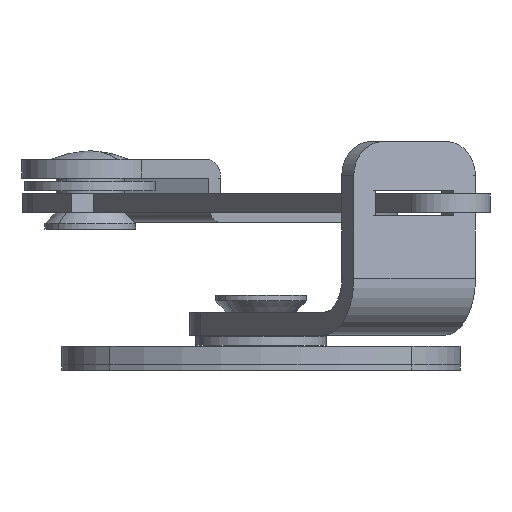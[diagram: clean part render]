
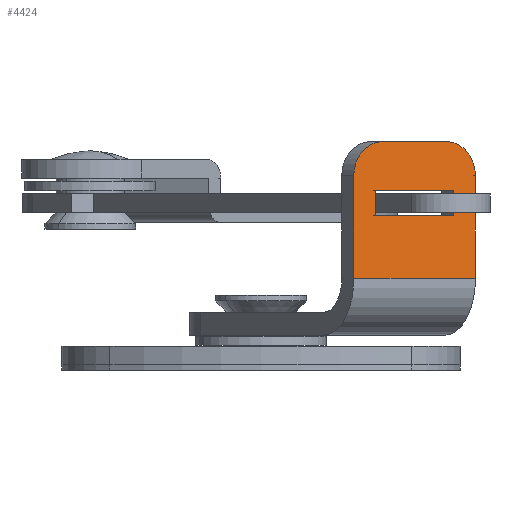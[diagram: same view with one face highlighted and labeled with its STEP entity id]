
A CAD part, front view. The second image highlights one B-rep face of the part: STEP entity #4424.
In plain terms, the highlighted face is planar.
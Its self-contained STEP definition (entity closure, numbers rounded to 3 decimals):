
#69 = VERTEX_POINT ( 'NONE', #950 ) ;
#147 = VERTEX_POINT ( 'NONE', #1867 ) ;
#189 = CARTESIAN_POINT ( 'NONE',  ( -12.7, -25.5, -4.05 ) ) ;
#232 = EDGE_CURVE ( 'NONE', #1777, #4277, #4181, .T. ) ;
#329 = DIRECTION ( 'NONE',  ( -1., 0., 0. ) ) ;
#363 = CARTESIAN_POINT ( 'NONE',  ( 0., -25.5, -6.3 ) ) ;
#409 = CARTESIAN_POINT ( 'NONE',  ( -14., -25.5, -3.3 ) ) ;
#537 = VECTOR ( 'NONE', #4789, 1000. ) ;
#617 = ORIENTED_EDGE ( 'NONE', *, *, #3150, .T. ) ;
#620 = VERTEX_POINT ( 'NONE', #2529 ) ;
#725 = LINE ( 'NONE', #189, #537 ) ;
#848 = ORIENTED_EDGE ( 'NONE', *, *, #4069, .T. ) ;
#860 = DIRECTION ( 'NONE',  ( 0., 1., 0. ) ) ;
#872 = DIRECTION ( 'NONE',  ( -1., 0., 0. ) ) ;
#894 = LINE ( 'NONE', #363, #4431 ) ;
#917 = ORIENTED_EDGE ( 'NONE', *, *, #1490, .T. ) ;
#949 = EDGE_CURVE ( 'NONE', #620, #3353, #725, .T. ) ;
#950 = CARTESIAN_POINT ( 'NONE',  ( -17., -25.5, -3.3 ) ) ;
#980 = PLANE ( 'NONE',  #4829 ) ;
#1001 = CARTESIAN_POINT ( 'NONE',  ( -17., -25.5, 3.3 ) ) ;
#1012 = ORIENTED_EDGE ( 'NONE', *, *, #4317, .T. ) ;
#1286 = AXIS2_PLACEMENT_3D ( 'NONE', #2438, #3906, #3357 ) ;
#1291 = CIRCLE ( 'NONE', #1286, 3. ) ;
#1366 = CARTESIAN_POINT ( 'NONE',  ( 0., -25.5, 6.3 ) ) ;
#1378 = CARTESIAN_POINT ( 'NONE',  ( -12.7, -25.5, -4.05 ) ) ;
#1490 = EDGE_CURVE ( 'NONE', #1998, #620, #1912, .T. ) ;
#1500 = DIRECTION ( 'NONE',  ( 1., 0., 0. ) ) ;
#1634 = DIRECTION ( 'NONE',  ( 0., 0., -1. ) ) ;
#1777 = VERTEX_POINT ( 'NONE', #4215 ) ;
#1794 = DIRECTION ( 'NONE',  ( 0., 0., -1. ) ) ;
#1867 = CARTESIAN_POINT ( 'NONE',  ( -5., -25.5, -6.3 ) ) ;
#1912 = LINE ( 'NONE', #1378, #4514 ) ;
#1935 = VERTEX_POINT ( 'NONE', #3178 ) ;
#1961 = EDGE_CURVE ( 'NONE', #147, #4277, #4116, .T. ) ;
#1976 = EDGE_LOOP ( 'NONE', ( #3220, #3252, #2362, #2802, #617, #1012 ) ) ;
#1998 = VERTEX_POINT ( 'NONE', #4526 ) ;
#2138 = EDGE_CURVE ( 'NONE', #1935, #147, #894, .T. ) ;
#2160 = CARTESIAN_POINT ( 'NONE',  ( -10.5, -25.5, -4.05 ) ) ;
#2287 = FACE_BOUND ( 'NONE', #3174, .T. ) ;
#2291 = VECTOR ( 'NONE', #3641, 1000. ) ;
#2330 = CARTESIAN_POINT ( 'NONE',  ( -17., -25.5, 6.3 ) ) ;
#2362 = ORIENTED_EDGE ( 'NONE', *, *, #232, .F. ) ;
#2438 = CARTESIAN_POINT ( 'NONE',  ( -14., -25.5, 3.3 ) ) ;
#2480 = VECTOR ( 'NONE', #1794, 1000. ) ;
#2494 = CARTESIAN_POINT ( 'NONE',  ( -10.5, -25.5, 4.05 ) ) ;
#2529 = CARTESIAN_POINT ( 'NONE',  ( -12.7, -25.5, -4.05 ) ) ;
#2618 = CARTESIAN_POINT ( 'NONE',  ( -5., -25.5, 6.3 ) ) ;
#2682 = LINE ( 'NONE', #2160, #3531 ) ;
#2802 = ORIENTED_EDGE ( 'NONE', *, *, #2881, .T. ) ;
#2833 = LINE ( 'NONE', #2330, #2480 ) ;
#2881 = EDGE_CURVE ( 'NONE', #1777, #4090, #1291, .T. ) ;
#2920 = FACE_OUTER_BOUND ( 'NONE', #1976, .T. ) ;
#3014 = ORIENTED_EDGE ( 'NONE', *, *, #949, .T. ) ;
#3065 = DIRECTION ( 'NONE',  ( 0., 0., 1. ) ) ;
#3150 = EDGE_CURVE ( 'NONE', #4090, #69, #2833, .T. ) ;
#3174 = EDGE_LOOP ( 'NONE', ( #917, #3014, #3957, #848 ) ) ;
#3178 = CARTESIAN_POINT ( 'NONE',  ( -14., -25.5, -6.3 ) ) ;
#3220 = ORIENTED_EDGE ( 'NONE', *, *, #2138, .T. ) ;
#3252 = ORIENTED_EDGE ( 'NONE', *, *, #1961, .T. ) ;
#3353 = VERTEX_POINT ( 'NONE', #3424 ) ;
#3357 = DIRECTION ( 'NONE',  ( -1., 0., 0. ) ) ;
#3405 = VECTOR ( 'NONE', #3065, 1000. ) ;
#3424 = CARTESIAN_POINT ( 'NONE',  ( -12.7, -25.5, 4.05 ) ) ;
#3531 = VECTOR ( 'NONE', #1634, 1000. ) ;
#3598 = CARTESIAN_POINT ( 'NONE',  ( -5., -25.5, 6.3 ) ) ;
#3641 = DIRECTION ( 'NONE',  ( 1., 0., 0. ) ) ;
#3705 = EDGE_CURVE ( 'NONE', #3353, #4300, #4702, .T. ) ;
#3881 = CARTESIAN_POINT ( 'NONE',  ( 0., -25.5, 6.3 ) ) ;
#3906 = DIRECTION ( 'NONE',  ( 0., -1., 0. ) ) ;
#3957 = ORIENTED_EDGE ( 'NONE', *, *, #3705, .T. ) ;
#4039 = CIRCLE ( 'NONE', #4388, 3. ) ;
#4069 = EDGE_CURVE ( 'NONE', #4300, #1998, #2682, .T. ) ;
#4090 = VERTEX_POINT ( 'NONE', #1001 ) ;
#4116 = LINE ( 'NONE', #3598, #3405 ) ;
#4163 = CARTESIAN_POINT ( 'NONE',  ( -12.7, -25.5, 4.05 ) ) ;
#4181 = LINE ( 'NONE', #3881, #4460 ) ;
#4215 = CARTESIAN_POINT ( 'NONE',  ( -14., -25.5, 6.3 ) ) ;
#4277 = VERTEX_POINT ( 'NONE', #2618 ) ;
#4300 = VERTEX_POINT ( 'NONE', #2494 ) ;
#4317 = EDGE_CURVE ( 'NONE', #69, #1935, #4039, .T. ) ;
#4388 = AXIS2_PLACEMENT_3D ( 'NONE', #409, #4989, #4465 ) ;
#4424 = ADVANCED_FACE ( 'NONE', ( #2287, #2920 ), #980, .F. ) ;
#4431 = VECTOR ( 'NONE', #4948, 1000. ) ;
#4460 = VECTOR ( 'NONE', #1500, 1000. ) ;
#4465 = DIRECTION ( 'NONE',  ( -1., 0., 0. ) ) ;
#4514 = VECTOR ( 'NONE', #872, 1000. ) ;
#4526 = CARTESIAN_POINT ( 'NONE',  ( -10.5, -25.5, -4.05 ) ) ;
#4702 = LINE ( 'NONE', #4163, #2291 ) ;
#4789 = DIRECTION ( 'NONE',  ( 0., 0., 1. ) ) ;
#4829 = AXIS2_PLACEMENT_3D ( 'NONE', #1366, #860, #329 ) ;
#4948 = DIRECTION ( 'NONE',  ( 1., 0., 0. ) ) ;
#4989 = DIRECTION ( 'NONE',  ( 0., -1., 0. ) ) ;
